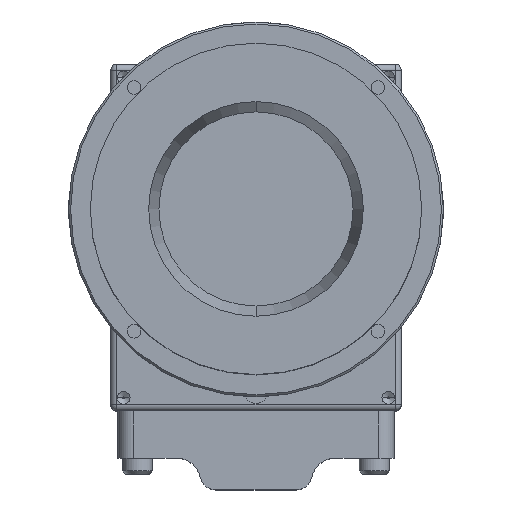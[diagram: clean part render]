
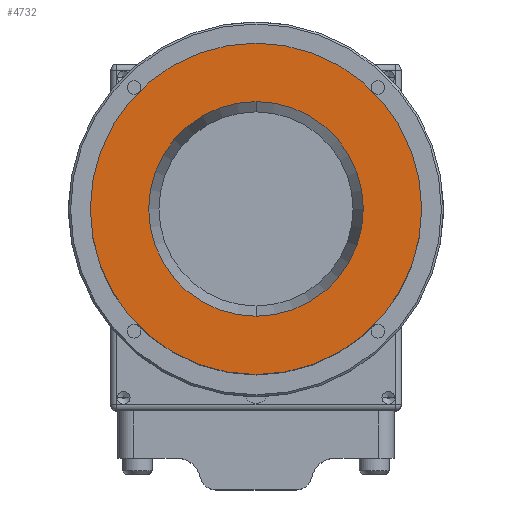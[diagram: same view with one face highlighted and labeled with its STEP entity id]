
A CAD part, top view. The second image highlights one B-rep face of the part: STEP entity #4732.
In plain terms, the highlighted planar face has unit normal (0, 0, 1).
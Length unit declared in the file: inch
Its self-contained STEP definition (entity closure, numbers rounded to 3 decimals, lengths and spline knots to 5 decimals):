
#1405 = VERTEX_POINT ( 'NONE', #20962 ) ;
#1687 = CARTESIAN_POINT ( 'NONE',  ( 0.73, -0.725, 1.26551 ) ) ;
#2929 = VERTEX_POINT ( 'NONE', #29204 ) ;
#3115 = DIRECTION ( 'NONE',  ( 0., 0., -1. ) ) ;
#3743 = CIRCLE ( 'NONE', #65441, 0.82677 ) ;
#4732 = ADVANCED_FACE ( 'NONE', ( #51727, #34515 ), #67492, .F. ) ;
#6255 = EDGE_LOOP ( 'NONE', ( #30846, #66841 ) ) ;
#6789 = AXIS2_PLACEMENT_3D ( 'NONE', #13065, #66409, #34822 ) ;
#6920 = CARTESIAN_POINT ( 'NONE',  ( 0.73, -0.725, 1.26551 ) ) ;
#7949 = DIRECTION ( 'NONE',  ( 0., 0., -1. ) ) ;
#12276 = DIRECTION ( 'NONE',  ( 0., 1., 0. ) ) ;
#13065 = CARTESIAN_POINT ( 'NONE',  ( 0.73, -0.725, 1.26551 ) ) ;
#13216 = EDGE_CURVE ( 'NONE', #1405, #2929, #42210, .T. ) ;
#20962 = CARTESIAN_POINT ( 'NONE',  ( 0.73, 0.10177, 1.26551 ) ) ;
#24893 = DIRECTION ( 'NONE',  ( 0., -1., 0. ) ) ;
#27328 = CARTESIAN_POINT ( 'NONE',  ( 0.73, -0.18944, 1.26551 ) ) ;
#29204 = CARTESIAN_POINT ( 'NONE',  ( 0.73, -1.55177, 1.26551 ) ) ;
#29611 = CIRCLE ( 'NONE', #65118, 0.53556 ) ;
#30846 = ORIENTED_EDGE ( 'NONE', *, *, #13216, .T. ) ;
#32314 = AXIS2_PLACEMENT_3D ( 'NONE', #37473, #64040, #47886 ) ;
#32737 = EDGE_CURVE ( 'NONE', #1405, #2929, #3743, .T. ) ;
#33263 = AXIS2_PLACEMENT_3D ( 'NONE', #1687, #3115, #24893 ) ;
#34515 = FACE_OUTER_BOUND ( 'NONE', #6255, .T. ) ;
#34822 = DIRECTION ( 'NONE',  ( 0., 1., 0. ) ) ;
#35706 = EDGE_CURVE ( 'NONE', #63842, #62034, #66622, .T. ) ;
#37473 = CARTESIAN_POINT ( 'NONE',  ( 0.73, -0.725, 1.26551 ) ) ;
#38016 = CARTESIAN_POINT ( 'NONE',  ( 0.73, -1.26056, 1.26551 ) ) ;
#40077 = DIRECTION ( 'NONE',  ( 0., 1., 0. ) ) ;
#40113 = DIRECTION ( 'NONE',  ( 0., 0., 1. ) ) ;
#42210 = CIRCLE ( 'NONE', #6789, 0.82677 ) ;
#47886 = DIRECTION ( 'NONE',  ( 0., 1., 0. ) ) ;
#48801 = ORIENTED_EDGE ( 'NONE', *, *, #35706, .T. ) ;
#51727 = FACE_BOUND ( 'NONE', #69898, .T. ) ;
#51897 = CARTESIAN_POINT ( 'NONE',  ( 0.73, -0.725, 1.26551 ) ) ;
#62034 = VERTEX_POINT ( 'NONE', #38016 ) ;
#62258 = EDGE_CURVE ( 'NONE', #63842, #62034, #29611, .T. ) ;
#63842 = VERTEX_POINT ( 'NONE', #27328 ) ;
#64040 = DIRECTION ( 'NONE',  ( 0., 0., -1. ) ) ;
#65118 = AXIS2_PLACEMENT_3D ( 'NONE', #6920, #40113, #12276 ) ;
#65441 = AXIS2_PLACEMENT_3D ( 'NONE', #51897, #7949, #40077 ) ;
#66409 = DIRECTION ( 'NONE',  ( 0., 0., 1. ) ) ;
#66622 = CIRCLE ( 'NONE', #32314, 0.53556 ) ;
#66841 = ORIENTED_EDGE ( 'NONE', *, *, #32737, .F. ) ;
#67492 = PLANE ( 'NONE',  #33263 ) ;
#67655 = ORIENTED_EDGE ( 'NONE', *, *, #62258, .F. ) ;
#69898 = EDGE_LOOP ( 'NONE', ( #48801, #67655 ) ) ;
